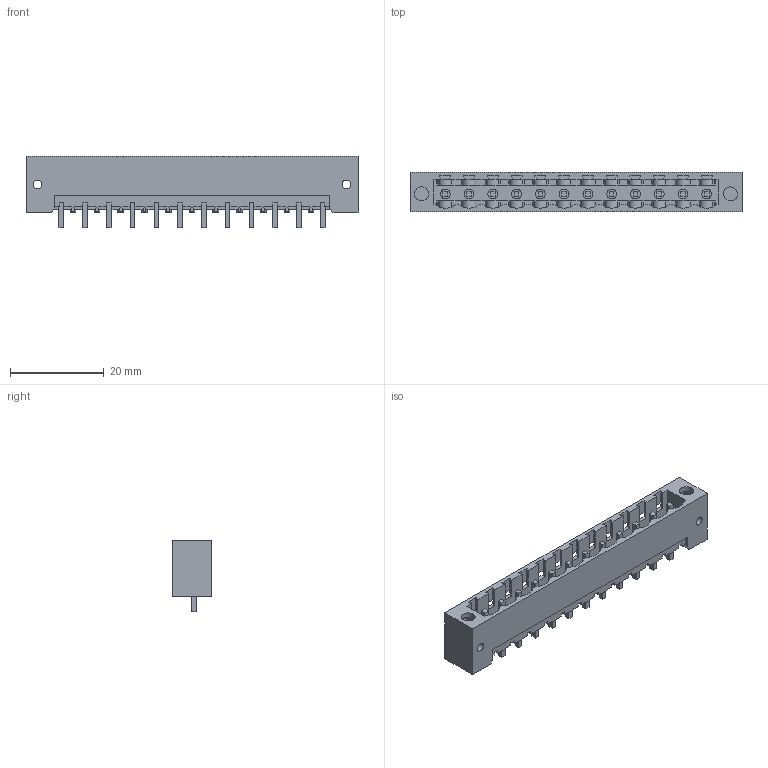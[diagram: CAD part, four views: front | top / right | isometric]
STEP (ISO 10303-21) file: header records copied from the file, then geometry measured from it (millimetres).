
FILE_DESCRIPTION(('CATIA V5 STEP Exchange','CAx-IF Rec.Pracs.--- Model Styling and Organization---1.2---2011-12-15'),'2;1');
FILE_NAME ('D1456756_0_1820630000_1820630000.stp','2018-03-20T13:02:46+00:00',('none'),('Weidmueller'),'CATIA Version 5-6 Release 2014','CATIA V5 STEP AP214','none');
FILE_SCHEMA(('AUTOMOTIVE_DESIGN { 1 0 10303 214 1 1 1 1 }'));
Length unit declared in the file: millimetre
Products named in the file (1): 1820630000
Bounding box: 70.96 x 8.43 x 15.2 mm (x, y, z)
Volume: 2646 mm3; surface area: 6322 mm2
Topology: 13 solids, 13 shells, 765 faces, 2405 edges, 1649 vertices
Faces by surface type: plane 628, cylinder 125, extrusion 12
Entity records: 27995 total; most frequent: CARTESIAN_POINT 6199, ORIENTED_EDGE 4810, DIRECTION 3678, EDGE_CURVE 2405, VECTOR 1960, LINE 1948, VERTEX_POINT 1649, AXIS2_PLACEMENT_3D 965
